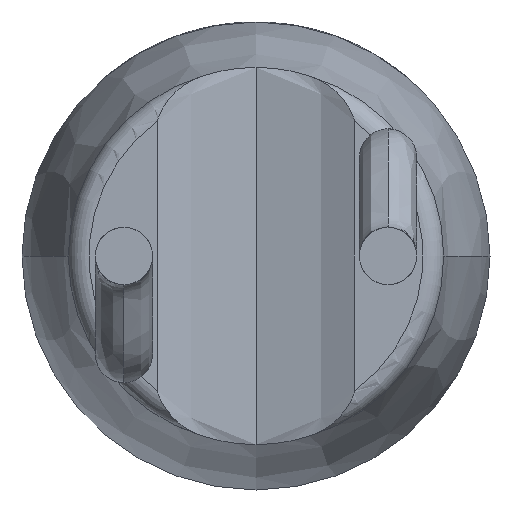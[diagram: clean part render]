
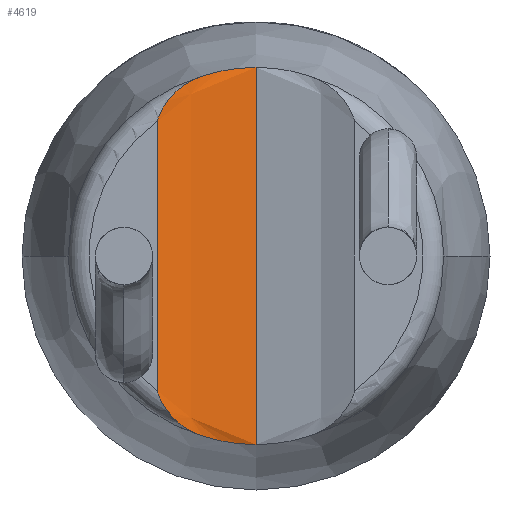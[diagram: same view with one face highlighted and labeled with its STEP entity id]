
A CAD part, front view. The second image highlights one B-rep face of the part: STEP entity #4619.
In plain terms, the highlighted free-form (B-spline) face has degree [3, 1] with [4, 2] control points.
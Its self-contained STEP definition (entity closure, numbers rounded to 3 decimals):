
#16 = CARTESIAN_POINT ( 'NONE',  ( -0.933, 0.003, -1.353 ) ) ;
#29 = VERTEX_POINT ( 'NONE', #511 ) ;
#95 = B_SPLINE_CURVE_WITH_KNOTS ( 'NONE', 3,
 ( #5223, #295, #4325, #732, #1049, #1889, #3900, #5172, #3547, #1103, #3109, #2269 ),
 .UNSPECIFIED., .F., .F.,
 ( 4, 2, 2, 2, 2, 4 ),
 ( 0., 0., 0., 0., 0.001, 0.001 ),
 .UNSPECIFIED. ) ;
#152 = CARTESIAN_POINT ( 'NONE',  ( -0.945, 0., 1.299 ) ) ;
#264 = CARTESIAN_POINT ( 'NONE',  ( -0.945, 0., 1.836 ) ) ;
#295 = CARTESIAN_POINT ( 'NONE',  ( -0.564, 0.164, 1.714 ) ) ;
#348 = B_SPLINE_CURVE_WITH_KNOTS ( 'NONE', 3,
 ( #1067, #1481, #4788, #3968 ),
 .UNSPECIFIED., .F., .F.,
 ( 4, 4 ),
 ( 0., 0.001 ),
 .UNSPECIFIED. ) ;
#486 = CARTESIAN_POINT ( 'NONE',  ( -0.178, 0.244, 1.813 ) ) ;
#511 = CARTESIAN_POINT ( 'NONE',  ( -0.513, 0.18, 1.731 ) ) ;
#513 = CARTESIAN_POINT ( 'NONE',  ( 0., 0.25, -2.25 ) ) ;
#732 = CARTESIAN_POINT ( 'NONE',  ( -0.701, 0.107, 1.642 ) ) ;
#806 = CARTESIAN_POINT ( 'NONE',  ( 0., 0.25, -1.814 ) ) ;
#957 = ORIENTED_EDGE ( 'NONE', *, *, #4321, .F. ) ;
#986 = ORIENTED_EDGE ( 'NONE', *, *, #3560, .T. ) ;
#991 = B_SPLINE_CURVE_WITH_KNOTS ( 'NONE', 3,
 ( #5253, #2313, #16, #3653, #2909, #3420, #1999, #1546, #1616, #1279, #4520, #3733 ),
 .UNSPECIFIED., .F., .F.,
 ( 4, 2, 2, 2, 2, 4 ),
 ( 0., 0., 0., 0., 0.001, 0.001 ),
 .UNSPECIFIED. ) ;
#1049 = CARTESIAN_POINT ( 'NONE',  ( -0.742, 0.085, 1.609 ) ) ;
#1050 = ORIENTED_EDGE ( 'NONE', *, *, #1480, .T. ) ;
#1067 = CARTESIAN_POINT ( 'NONE',  ( -0.513, 0.18, -1.731 ) ) ;
#1086 = ORIENTED_EDGE ( 'NONE', *, *, #2055, .T. ) ;
#1103 = CARTESIAN_POINT ( 'NONE',  ( -0.933, 0.003, 1.353 ) ) ;
#1125 = EDGE_LOOP ( 'NONE', ( #1827, #986, #957, #1050, #4286, #1086 ) ) ;
#1135 = CARTESIAN_POINT ( 'NONE',  ( 0., 0.25, -1.836 ) ) ;
#1279 = CARTESIAN_POINT ( 'NONE',  ( -0.612, 0.146, -1.693 ) ) ;
#1291 = VERTEX_POINT ( 'NONE', #2593 ) ;
#1333 = VERTEX_POINT ( 'NONE', #152 ) ;
#1480 = EDGE_CURVE ( 'NONE', #2521, #2281, #991, .T. ) ;
#1481 = CARTESIAN_POINT ( 'NONE',  ( -0.35, 0.228, -1.784 ) ) ;
#1482 = CARTESIAN_POINT ( 'NONE',  ( -0.641, 0.23, 1.836 ) ) ;
#1502 = CARTESIAN_POINT ( 'NONE',  ( -0.513, 0.18, -1.731 ) ) ;
#1546 = CARTESIAN_POINT ( 'NONE',  ( -0.743, 0.085, -1.609 ) ) ;
#1616 = CARTESIAN_POINT ( 'NONE',  ( -0.702, 0.106, -1.641 ) ) ;
#1827 = ORIENTED_EDGE ( 'NONE', *, *, #3342, .T. ) ;
#1889 = CARTESIAN_POINT ( 'NONE',  ( -0.816, 0.048, 1.536 ) ) ;
#1999 = CARTESIAN_POINT ( 'NONE',  ( -0.816, 0.048, -1.536 ) ) ;
#2055 = EDGE_CURVE ( 'NONE', #3312, #1291, #2121, .T. ) ;
#2102 = DIRECTION ( 'NONE',  ( 0., 0., 1. ) ) ;
#2121 = LINE ( 'NONE', #513, #5139 ) ;
#2269 = CARTESIAN_POINT ( 'NONE',  ( -0.945, 0., 1.299 ) ) ;
#2281 = VERTEX_POINT ( 'NONE', #1502 ) ;
#2301 = CARTESIAN_POINT ( 'NONE',  ( 0., 0.25, 1.836 ) ) ;
#2313 = CARTESIAN_POINT ( 'NONE',  ( -0.945, 0., -1.327 ) ) ;
#2318 = CARTESIAN_POINT ( 'NONE',  ( -0.712, 0.06, -1.836 ) ) ;
#2448 = VECTOR ( 'NONE', #4384, 1000. ) ;
#2521 = VERTEX_POINT ( 'NONE', #3153 ) ;
#2593 = CARTESIAN_POINT ( 'NONE',  ( 0., 0.25, 1.814 ) ) ;
#2696 = CARTESIAN_POINT ( 'NONE',  ( -0.945, 0., -1.836 ) ) ;
#2705 = CARTESIAN_POINT ( 'NONE',  ( -0.945, 0., -2.25 ) ) ;
#2909 = CARTESIAN_POINT ( 'NONE',  ( -0.895, 0.015, -1.426 ) ) ;
#3109 = CARTESIAN_POINT ( 'NONE',  ( -0.945, 0., 1.327 ) ) ;
#3144 = CARTESIAN_POINT ( 'NONE',  ( -0.712, 0.06, 1.836 ) ) ;
#3153 = CARTESIAN_POINT ( 'NONE',  ( -0.945, 0., -1.299 ) ) ;
#3182 = B_SPLINE_CURVE_WITH_KNOTS ( 'NONE', 3,
 ( #4213, #486, #4632, #4649 ),
 .UNSPECIFIED., .F., .F.,
 ( 4, 4 ),
 ( 0., 0.001 ),
 .UNSPECIFIED. ) ;
#3312 = VERTEX_POINT ( 'NONE', #806 ) ;
#3342 = EDGE_CURVE ( 'NONE', #1291, #29, #3182, .T. ) ;
#3420 = CARTESIAN_POINT ( 'NONE',  ( -0.85, 0.032, -1.494 ) ) ;
#3472 = FACE_OUTER_BOUND ( 'NONE', #1125, .T. ) ;
#3547 = CARTESIAN_POINT ( 'NONE',  ( -0.909, 0.01, 1.403 ) ) ;
#3560 = EDGE_CURVE ( 'NONE', #29, #1333, #95, .T. ) ;
#3653 = CARTESIAN_POINT ( 'NONE',  ( -0.909, 0.01, -1.403 ) ) ;
#3733 = CARTESIAN_POINT ( 'NONE',  ( -0.513, 0.18, -1.731 ) ) ;
#3899 = EDGE_CURVE ( 'NONE', #2281, #3312, #348, .T. ) ;
#3900 = CARTESIAN_POINT ( 'NONE',  ( -0.849, 0.032, 1.495 ) ) ;
#3915 = CARTESIAN_POINT ( 'NONE',  ( -0.641, 0.23, -1.836 ) ) ;
#3968 = CARTESIAN_POINT ( 'NONE',  ( 0., 0.25, -1.814 ) ) ;
#4181 = LINE ( 'NONE', #2705, #2448 ) ;
#4213 = CARTESIAN_POINT ( 'NONE',  ( 0., 0.25, 1.814 ) ) ;
#4286 = ORIENTED_EDGE ( 'NONE', *, *, #3899, .T. ) ;
#4321 = EDGE_CURVE ( 'NONE', #2521, #1333, #4181, .T. ) ;
#4325 = CARTESIAN_POINT ( 'NONE',  ( -0.612, 0.146, 1.693 ) ) ;
#4384 = DIRECTION ( 'NONE',  ( 0., 0., 1. ) ) ;
#4520 = CARTESIAN_POINT ( 'NONE',  ( -0.564, 0.164, -1.714 ) ) ;
#4619 = ADVANCED_FACE ( 'NONE', ( #3472 ), #4906, .F. ) ;
#4632 = CARTESIAN_POINT ( 'NONE',  ( -0.35, 0.228, 1.784 ) ) ;
#4649 = CARTESIAN_POINT ( 'NONE',  ( -0.513, 0.18, 1.731 ) ) ;
#4788 = CARTESIAN_POINT ( 'NONE',  ( -0.178, 0.244, -1.813 ) ) ;
#4906 = B_SPLINE_SURFACE_WITH_KNOTS ( 'NONE', 3, 1, ( 
 ( #1135, #2301 ),
 ( #3915, #1482 ),
 ( #2318, #3144 ),
 ( #2696, #264 ) ),
 .UNSPECIFIED., .F., .F., .F.,
 ( 4, 4 ),
 ( 2, 2 ),
 ( 0., 1. ),
 ( 0., 1. ),
 .UNSPECIFIED. ) ;
#5139 = VECTOR ( 'NONE', #2102, 1000. ) ;
#5172 = CARTESIAN_POINT ( 'NONE',  ( -0.895, 0.015, 1.426 ) ) ;
#5223 = CARTESIAN_POINT ( 'NONE',  ( -0.513, 0.18, 1.731 ) ) ;
#5253 = CARTESIAN_POINT ( 'NONE',  ( -0.945, 0., -1.299 ) ) ;
